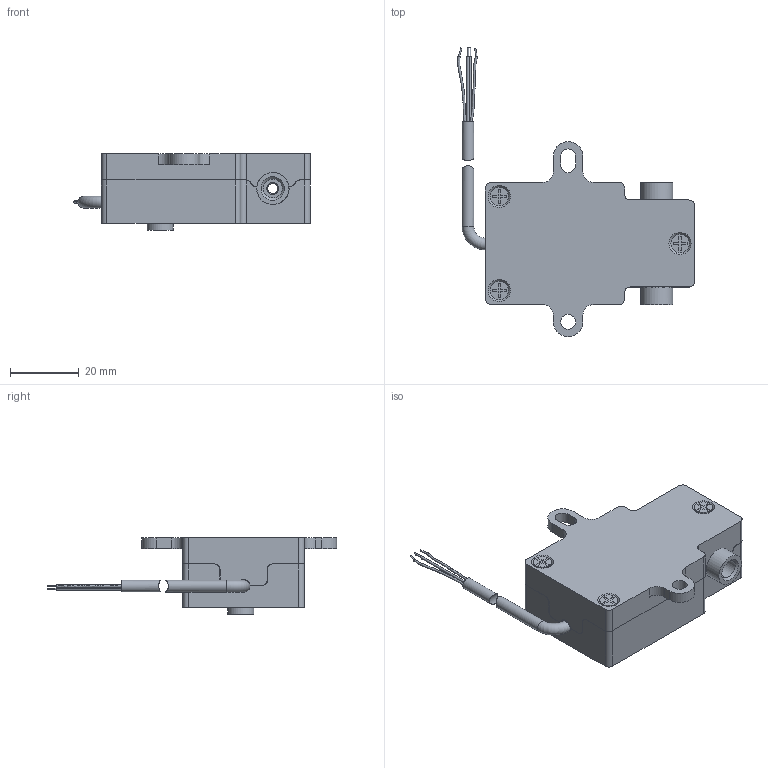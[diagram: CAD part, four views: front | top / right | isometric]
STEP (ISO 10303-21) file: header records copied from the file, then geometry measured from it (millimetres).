
FILE_DESCRIPTION(/* description */ ('.116 ID sq.pin'),/* implementation_level */ '2;1');
FILE_NAME(/* name */ 'flat bottom seal.stp',/* time_stamp */ '2018-06-01T07:47:13-04:00',/* author */ ('lpanagotopulos'),/* organization */ (''),/* preprocessor_version */ 'ST-DEVELOPER v16.13',/* originating_system */ 'Autodesk Inventor 2018',/* authorisation */ '');
FILE_SCHEMA (('AUTOMOTIVE_DESIGN { 1 0 10303 214 3 1 1 }'));
Length unit declared in the file: inch
Products named in the file (10): 55403; 53472 modified; 53473 modified; 4-40 x 0.44 flat head screw; cablebend; cablebend PART1; new cable; cabble assy; zero plug; 1k gage element
Assembly tree (11 placements, depth 3):
  55403
    53472 modified
    53473 modified
    4-40 x 0.44 flat head screw  x3
    cablebend
      cablebend PART1
    new cable
      cabble assy
    zero plug
    1k gage element
Bounding box: 69.08 x 84.42 x 22.3 mm (x, y, z)
Volume: 18053.1 mm3; surface area: 19499.8 mm2
Topology: 9 solids, 9 shells, 371 faces, 992 edges, 655 vertices
Faces by surface type: plane 212, cylinder 140, cone 16, bspline 2, torus 1
Full cylindrical faces by diameter (mm): 0.381 x4, 0.635 x2, 2.362 x1, 2.527 x2, 2.578 x3, 2.845 x3, 2.946 x1, 3.175 x3, 3.429 x3, 4.369 x1, 4.572 x1, 4.826 x1, 5.105 x4, 5.334 x3, 5.537 x2, 7.62 x1, 9.347 x2
Entity records: 10986 total; most frequent: CARTESIAN_POINT 2125, DIRECTION 1851, ORIENTED_EDGE 1682, EDGE_CURVE 841, AXIS2_PLACEMENT_3D 661, VERTEX_POINT 582, LINE 529, VECTOR 529
